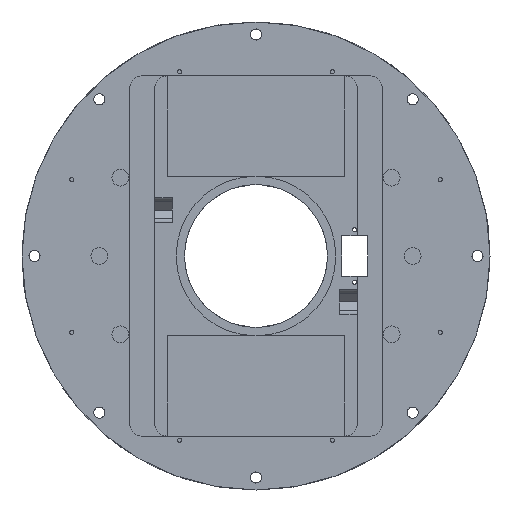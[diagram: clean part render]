
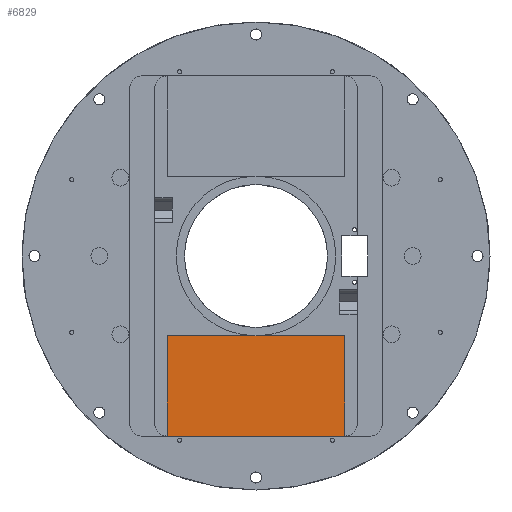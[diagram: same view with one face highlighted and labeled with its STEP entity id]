
A CAD part, front view. The second image highlights one B-rep face of the part: STEP entity #6829.
In plain terms, the highlighted planar face has unit normal (0, -1, 0).
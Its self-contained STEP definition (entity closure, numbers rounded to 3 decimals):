
#573 = DIRECTION ( 'NONE',  ( 0., 0., 1. ) ) ;
#786 = EDGE_CURVE ( 'NONE', #3431, #6508, #7682, .T. ) ;
#792 = FACE_OUTER_BOUND ( 'NONE', #2091, .T. ) ;
#1283 = CARTESIAN_POINT ( 'NONE',  ( 42.5, 45., -38.2 ) ) ;
#1450 = CARTESIAN_POINT ( 'NONE',  ( -42.5, 45., -38.2 ) ) ;
#1793 = DIRECTION ( 'NONE',  ( 0., 0., -1. ) ) ;
#2006 = CARTESIAN_POINT ( 'NONE',  ( -42.5, 45., -38.2 ) ) ;
#2091 = EDGE_LOOP ( 'NONE', ( #7387, #5785, #10645, #10212 ) ) ;
#2134 = VECTOR ( 'NONE', #5978, 1000. ) ;
#2684 = CARTESIAN_POINT ( 'NONE',  ( 42.5, 45., -38.2 ) ) ;
#2846 = VECTOR ( 'NONE', #573, 1000. ) ;
#2918 = EDGE_CURVE ( 'NONE', #4137, #3431, #8248, .T. ) ;
#3305 = EDGE_CURVE ( 'NONE', #4196, #4137, #5868, .T. ) ;
#3431 = VERTEX_POINT ( 'NONE', #6928 ) ;
#3921 = LINE ( 'NONE', #7400, #9580 ) ;
#4137 = VERTEX_POINT ( 'NONE', #2684 ) ;
#4196 = VERTEX_POINT ( 'NONE', #9268 ) ;
#4265 = CARTESIAN_POINT ( 'NONE',  ( 0., 45., 0. ) ) ;
#4633 = DIRECTION ( 'NONE',  ( 1., 0., 0. ) ) ;
#5321 = DIRECTION ( 'NONE',  ( 0., -1., 0. ) ) ;
#5598 = DIRECTION ( 'NONE',  ( -1., 0., 0. ) ) ;
#5785 = ORIENTED_EDGE ( 'NONE', *, *, #10642, .T. ) ;
#5868 = LINE ( 'NONE', #1283, #2846 ) ;
#5978 = DIRECTION ( 'NONE',  ( 0., 0., -1. ) ) ;
#6022 = CARTESIAN_POINT ( 'NONE',  ( -42.5, 45., -86.2 ) ) ;
#6508 = VERTEX_POINT ( 'NONE', #6022 ) ;
#6829 = ADVANCED_FACE ( 'NONE', ( #792 ), #11426, .T. ) ;
#6928 = CARTESIAN_POINT ( 'NONE',  ( -42.5, 45., -38.2 ) ) ;
#7387 = ORIENTED_EDGE ( 'NONE', *, *, #786, .T. ) ;
#7400 = CARTESIAN_POINT ( 'NONE',  ( -42.5, 45., -86.2 ) ) ;
#7682 = LINE ( 'NONE', #1450, #2134 ) ;
#8248 = LINE ( 'NONE', #2006, #10713 ) ;
#9268 = CARTESIAN_POINT ( 'NONE',  ( 42.5, 45., -86.2 ) ) ;
#9580 = VECTOR ( 'NONE', #4633, 1000. ) ;
#10212 = ORIENTED_EDGE ( 'NONE', *, *, #2918, .T. ) ;
#10642 = EDGE_CURVE ( 'NONE', #6508, #4196, #3921, .T. ) ;
#10645 = ORIENTED_EDGE ( 'NONE', *, *, #3305, .T. ) ;
#10713 = VECTOR ( 'NONE', #5598, 1000. ) ;
#11334 = AXIS2_PLACEMENT_3D ( 'NONE', #4265, #5321, #1793 ) ;
#11426 = PLANE ( 'NONE',  #11334 ) ;
